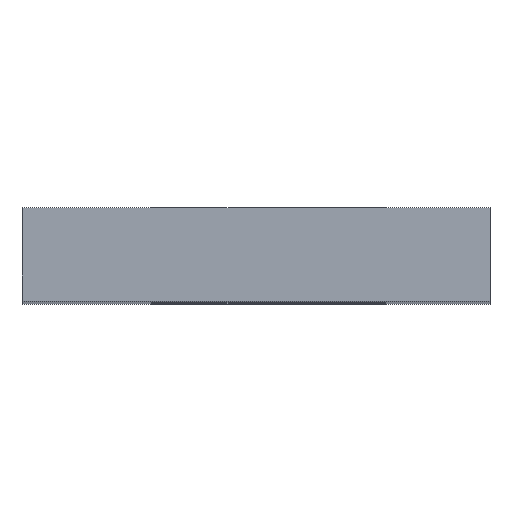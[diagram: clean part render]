
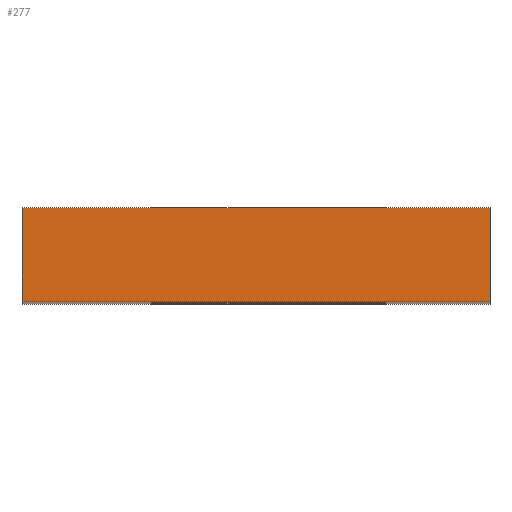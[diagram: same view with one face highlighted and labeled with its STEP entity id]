
A CAD part, top view. The second image highlights one B-rep face of the part: STEP entity #277.
In plain terms, the highlighted planar face has unit normal (0, 0, 1).
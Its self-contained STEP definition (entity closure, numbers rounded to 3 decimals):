
#27=FACE_OUTER_BOUND('',#41,.T.);
#41=EDGE_LOOP('',(#215,#216,#217,#218));
#75=LINE('',#435,#111);
#76=LINE('',#437,#112);
#77=LINE('',#439,#113);
#78=LINE('',#440,#114);
#111=VECTOR('',#361,10.);
#112=VECTOR('',#362,10.);
#113=VECTOR('',#363,10.);
#114=VECTOR('',#364,10.);
#139=VERTEX_POINT('',#433);
#140=VERTEX_POINT('',#434);
#141=VERTEX_POINT('',#436);
#142=VERTEX_POINT('',#438);
#171=EDGE_CURVE('',#139,#140,#75,.T.);
#172=EDGE_CURVE('',#140,#141,#76,.T.);
#173=EDGE_CURVE('',#142,#141,#77,.T.);
#174=EDGE_CURVE('',#139,#142,#78,.T.);
#215=ORIENTED_EDGE('',*,*,#171,.T.);
#216=ORIENTED_EDGE('',*,*,#172,.T.);
#217=ORIENTED_EDGE('',*,*,#173,.F.);
#218=ORIENTED_EDGE('',*,*,#174,.F.);
#263=PLANE('',#311);
#277=ADVANCED_FACE('',(#27),#263,.T.);
#311=AXIS2_PLACEMENT_3D('',#432,#359,#360);
#359=DIRECTION('center_axis',(0.,0.,1.));
#360=DIRECTION('ref_axis',(1.,0.,0.));
#361=DIRECTION('',(1.,0.,0.));
#362=DIRECTION('',(0.,1.,0.));
#363=DIRECTION('',(1.,0.,0.));
#364=DIRECTION('',(0.,1.,0.));
#432=CARTESIAN_POINT('Origin',(-9.005,0.,4.258));
#433=CARTESIAN_POINT('',(-9.005,0.,4.258));
#434=CARTESIAN_POINT('',(0.995,0.,4.258));
#435=CARTESIAN_POINT('',(-9.005,0.,4.258));
#436=CARTESIAN_POINT('',(0.995,2.,4.258));
#437=CARTESIAN_POINT('',(0.995,0.,4.258));
#438=CARTESIAN_POINT('',(-9.005,2.,4.258));
#439=CARTESIAN_POINT('',(-9.005,2.,4.258));
#440=CARTESIAN_POINT('',(-9.005,0.,4.258));
